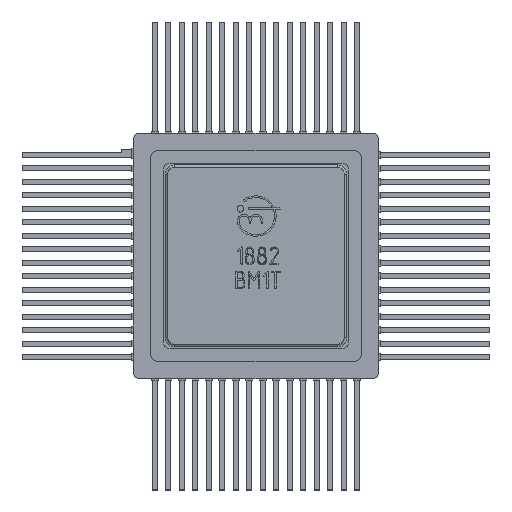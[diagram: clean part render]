
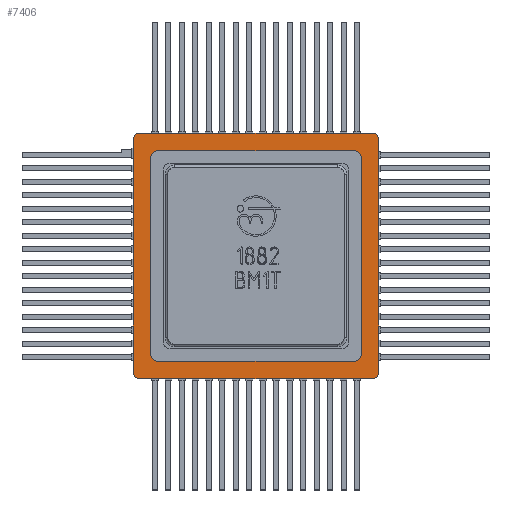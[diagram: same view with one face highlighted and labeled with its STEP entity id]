
A CAD part, top view. The second image highlights one B-rep face of the part: STEP entity #7406.
In plain terms, the highlighted planar face has unit normal (0, 0, 1).
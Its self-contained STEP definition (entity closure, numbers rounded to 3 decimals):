
#7406=ADVANCED_FACE('',(#20237,#20239),#20241,.T.);
#20237=FACE_BOUND('',#20238,.T.);
#20238=EDGE_LOOP('',(#30505,#30506,#30507,#30508,#30509,#30510,#30511,#30512));
#20239=FACE_BOUND('',#20240,.T.);
#20240=EDGE_LOOP('',(#30513,#30514,#30515,#30516,#30517,#30518,#30519,#30520));
#20241=PLANE('',#20242);
#20242=AXIS2_PLACEMENT_3D('',#20243,#20244,#20245);
#20243=CARTESIAN_POINT('',(0.,0.,3.));
#20244=DIRECTION('',(0.,0.,1.));
#20245=DIRECTION('',(-1.,0.,0.));
#30505=ORIENTED_EDGE('',*,*,#37340,.F.);
#30506=ORIENTED_EDGE('',*,*,#37341,.T.);
#30507=ORIENTED_EDGE('',*,*,#37342,.F.);
#30508=ORIENTED_EDGE('',*,*,#37343,.T.);
#30509=ORIENTED_EDGE('',*,*,#37344,.F.);
#30510=ORIENTED_EDGE('',*,*,#37345,.T.);
#30511=ORIENTED_EDGE('',*,*,#37346,.F.);
#30512=ORIENTED_EDGE('',*,*,#37347,.T.);
#30513=ORIENTED_EDGE('',*,*,#37325,.F.);
#30514=ORIENTED_EDGE('',*,*,#37339,.F.);
#30515=ORIENTED_EDGE('',*,*,#37337,.F.);
#30516=ORIENTED_EDGE('',*,*,#37335,.F.);
#30517=ORIENTED_EDGE('',*,*,#37333,.F.);
#30518=ORIENTED_EDGE('',*,*,#37331,.F.);
#30519=ORIENTED_EDGE('',*,*,#37329,.F.);
#30520=ORIENTED_EDGE('',*,*,#37327,.F.);
#37325=EDGE_CURVE('',#43510,#43512,#43513,.F.);
#37327=EDGE_CURVE('',#43512,#43515,#43516,.T.);
#37329=EDGE_CURVE('',#43515,#43518,#43519,.F.);
#37331=EDGE_CURVE('',#43518,#43521,#43522,.T.);
#37333=EDGE_CURVE('',#43521,#43524,#43525,.F.);
#37335=EDGE_CURVE('',#43524,#43527,#43528,.T.);
#37337=EDGE_CURVE('',#43527,#43530,#43531,.F.);
#37339=EDGE_CURVE('',#43530,#43510,#43533,.T.);
#37340=EDGE_CURVE('',#43534,#43535,#43536,.F.);
#37341=EDGE_CURVE('',#43534,#43537,#43538,.T.);
#37342=EDGE_CURVE('',#43539,#43537,#43540,.F.);
#37343=EDGE_CURVE('',#43539,#43541,#43542,.T.);
#37344=EDGE_CURVE('',#43543,#43541,#43544,.F.);
#37345=EDGE_CURVE('',#43543,#43545,#43546,.T.);
#37346=EDGE_CURVE('',#43547,#43545,#43548,.F.);
#37347=EDGE_CURVE('',#43547,#43535,#43549,.T.);
#43510=VERTEX_POINT('',#56208);
#43512=VERTEX_POINT('',#56212);
#43513=CIRCLE('',#56213,0.4);
#43515=VERTEX_POINT('',#56220);
#43516=LINE('',#56221,#56222);
#43518=VERTEX_POINT('',#56227);
#43519=CIRCLE('',#56228,0.4);
#43521=VERTEX_POINT('',#56235);
#43522=LINE('',#56236,#56237);
#43524=VERTEX_POINT('',#56242);
#43525=CIRCLE('',#56243,0.4);
#43527=VERTEX_POINT('',#56250);
#43528=LINE('',#56251,#56252);
#43530=VERTEX_POINT('',#56257);
#43531=CIRCLE('',#56258,0.4);
#43533=LINE('',#56265,#56266);
#43534=VERTEX_POINT('',#56268);
#43535=VERTEX_POINT('',#56269);
#43536=CIRCLE('',#56270,0.4);
#43537=VERTEX_POINT('',#56274);
#43538=LINE('',#56275,#56276);
#43539=VERTEX_POINT('',#56278);
#43540=CIRCLE('',#56279,0.4);
#43541=VERTEX_POINT('',#56283);
#43542=LINE('',#56284,#56285);
#43543=VERTEX_POINT('',#56287);
#43544=CIRCLE('',#56288,0.4);
#43545=VERTEX_POINT('',#56292);
#43546=LINE('',#56293,#56294);
#43547=VERTEX_POINT('',#56296);
#43548=CIRCLE('',#56297,0.4);
#43549=LINE('',#56301,#56302);
#56208=CARTESIAN_POINT('',(-6.25,-5.85,3.));
#56212=CARTESIAN_POINT('',(-5.85,-6.25,3.));
#56213=AXIS2_PLACEMENT_3D('',#56214,#56215,#56216);
#56214=CARTESIAN_POINT('',(-5.85,-5.85,3.));
#56215=DIRECTION('',(-0.,0.,-1.));
#56216=DIRECTION('',(0.,-1.,0.));
#56220=CARTESIAN_POINT('',(5.85,-6.25,3.));
#56221=CARTESIAN_POINT('',(-5.85,-6.25,3.));
#56222=VECTOR('',#56223,1.);
#56223=DIRECTION('',(1.,0.,0.));
#56227=CARTESIAN_POINT('',(6.25,-5.85,3.));
#56228=AXIS2_PLACEMENT_3D('',#56229,#56230,#56231);
#56229=CARTESIAN_POINT('',(5.85,-5.85,3.));
#56230=DIRECTION('',(-0.,0.,-1.));
#56231=DIRECTION('',(1.,0.,0.));
#56235=CARTESIAN_POINT('',(6.25,5.85,3.));
#56236=CARTESIAN_POINT('',(6.25,-5.85,3.));
#56237=VECTOR('',#56238,1.);
#56238=DIRECTION('',(0.,1.,0.));
#56242=CARTESIAN_POINT('',(5.85,6.25,3.));
#56243=AXIS2_PLACEMENT_3D('',#56244,#56245,#56246);
#56244=CARTESIAN_POINT('',(5.85,5.85,3.));
#56245=DIRECTION('',(0.,-0.,-1.));
#56246=DIRECTION('',(0.,1.,0.));
#56250=CARTESIAN_POINT('',(-5.85,6.25,3.));
#56251=CARTESIAN_POINT('',(5.85,6.25,3.));
#56252=VECTOR('',#56253,1.);
#56253=DIRECTION('',(-1.,0.,0.));
#56257=CARTESIAN_POINT('',(-6.25,5.85,3.));
#56258=AXIS2_PLACEMENT_3D('',#56259,#56260,#56261);
#56259=CARTESIAN_POINT('',(-5.85,5.85,3.));
#56260=DIRECTION('',(-0.,0.,-1.));
#56261=DIRECTION('',(-1.,0.,0.));
#56265=CARTESIAN_POINT('',(-6.25,5.85,3.));
#56266=VECTOR('',#56267,1.);
#56267=DIRECTION('',(0.,-1.,0.));
#56268=CARTESIAN_POINT('',(7.3,-6.9,3.));
#56269=CARTESIAN_POINT('',(6.9,-7.3,3.));
#56270=AXIS2_PLACEMENT_3D('',#56271,#56272,#56273);
#56271=CARTESIAN_POINT('',(6.9,-6.9,3.));
#56272=DIRECTION('',(0.,0.,1.));
#56273=DIRECTION('',(0.,-1.,0.));
#56274=CARTESIAN_POINT('',(7.3,6.9,3.));
#56275=CARTESIAN_POINT('',(7.3,-6.9,3.));
#56276=VECTOR('',#56277,1.);
#56277=DIRECTION('',(0.,1.,0.));
#56278=CARTESIAN_POINT('',(6.9,7.3,3.));
#56279=AXIS2_PLACEMENT_3D('',#56280,#56281,#56282);
#56280=CARTESIAN_POINT('',(6.9,6.9,3.));
#56281=DIRECTION('',(0.,0.,1.));
#56282=DIRECTION('',(1.,0.,0.));
#56283=CARTESIAN_POINT('',(-6.9,7.3,3.));
#56284=CARTESIAN_POINT('',(6.9,7.3,3.));
#56285=VECTOR('',#56286,1.);
#56286=DIRECTION('',(-1.,0.,0.));
#56287=CARTESIAN_POINT('',(-7.3,6.9,3.));
#56288=AXIS2_PLACEMENT_3D('',#56289,#56290,#56291);
#56289=CARTESIAN_POINT('',(-6.9,6.9,3.));
#56290=DIRECTION('',(0.,0.,1.));
#56291=DIRECTION('',(0.,1.,0.));
#56292=CARTESIAN_POINT('',(-7.3,-6.9,3.));
#56293=CARTESIAN_POINT('',(-7.3,6.9,3.));
#56294=VECTOR('',#56295,1.);
#56295=DIRECTION('',(0.,-1.,0.));
#56296=CARTESIAN_POINT('',(-6.9,-7.3,3.));
#56297=AXIS2_PLACEMENT_3D('',#56298,#56299,#56300);
#56298=CARTESIAN_POINT('',(-6.9,-6.9,3.));
#56299=DIRECTION('',(0.,0.,1.));
#56300=DIRECTION('',(-1.,0.,0.));
#56301=CARTESIAN_POINT('',(-6.9,-7.3,3.));
#56302=VECTOR('',#56303,1.);
#56303=DIRECTION('',(1.,0.,0.));
